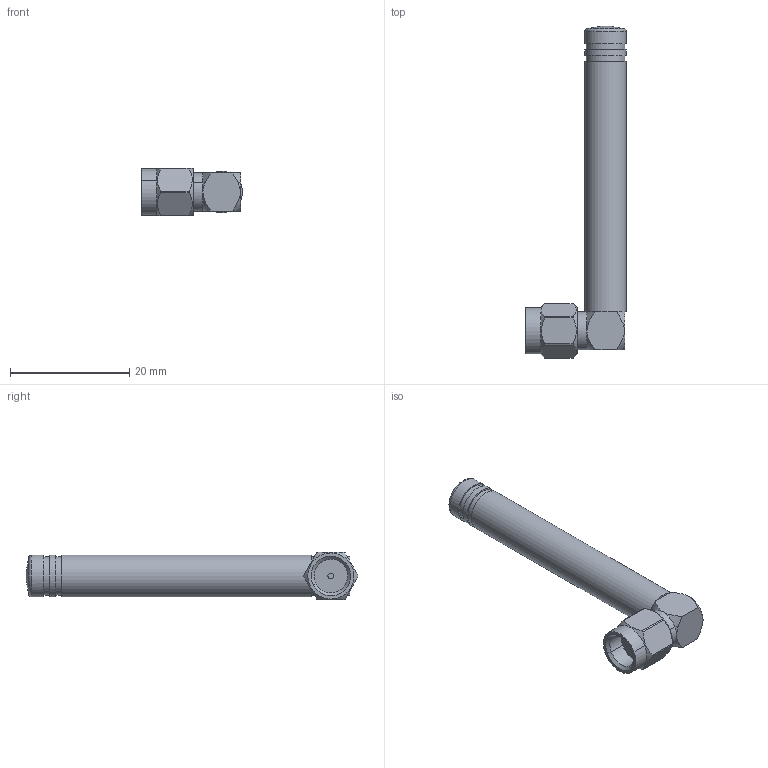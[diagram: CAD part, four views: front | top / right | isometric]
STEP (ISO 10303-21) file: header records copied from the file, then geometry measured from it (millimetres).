
FILE_DESCRIPTION(('FreeCAD Model'),'2;1');
FILE_NAME('Open CASCADE Shape Model','2022-04-07T16:40:56',('Author'),( ''),'Open CASCADE STEP processor 7.5','FreeCAD','Unknown');
FILE_SCHEMA(('AUTOMOTIVE_DESIGN { 1 0 10303 214 1 1 1 1 }'));
Length unit declared in the file: millimetre
Products named in the file (5): Unnamed; Part002; Body; Part; RP-SMA FEMALE TO 90DEG MALE
Assembly tree (4 placements, depth 3):
  Unnamed
    Part002
      Body
    Part
      RP-SMA FEMALE TO 90DEG MALE
Bounding box: 16.95 x 55.75 x 8 mm (x, y, z)
Volume: 2675.8 mm3; surface area: 1905.5 mm2
Topology: 2 solids, 2 shells, 76 faces, 163 edges, 101 vertices
Faces by surface type: cylinder 29, plane 24, cone 21, bspline 1, revolution 1
Full cylindrical faces by diameter (mm): 6.5 x2, 7 x3
Entity records: 5975 total; most frequent: CARTESIAN_POINT 2671, DIRECTION 573, ORIENTED_EDGE 326, PCURVE 326, DEFINITIONAL_REPRESENTATION 326, LINE 242, VECTOR 242, EDGE_CURVE 163
